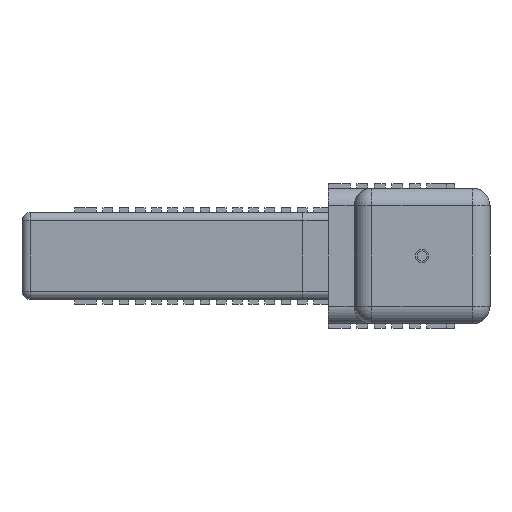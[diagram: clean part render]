
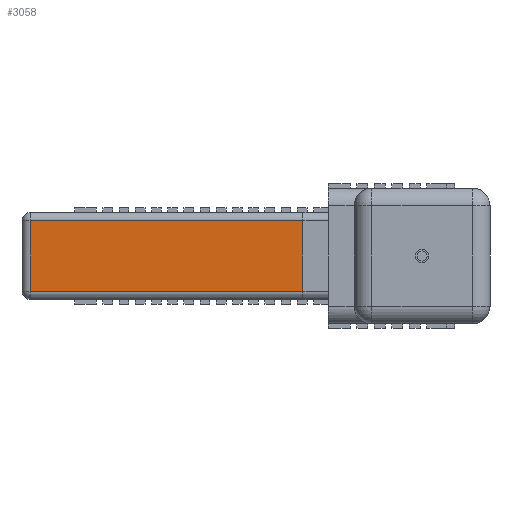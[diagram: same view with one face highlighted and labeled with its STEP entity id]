
A CAD part, left-side view. The second image highlights one B-rep face of the part: STEP entity #3058.
In plain terms, the highlighted planar face has unit normal (-0.999, 0.044, 0).
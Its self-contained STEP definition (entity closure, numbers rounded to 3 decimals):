
#256 = CARTESIAN_POINT ( 'NONE',  ( -20.792, 52.494, -4. ) ) ;
#289 = VECTOR ( 'NONE', #1168, 1000. ) ;
#772 = VERTEX_POINT ( 'NONE', #8787 ) ;
#1014 = EDGE_CURVE ( 'NONE', #10436, #8554, #10007, .T. ) ;
#1168 = DIRECTION ( 'NONE',  ( 0., 0., -1. ) ) ;
#1323 = DIRECTION ( 'NONE',  ( 0.044, 0.999, 0. ) ) ;
#1852 = FACE_OUTER_BOUND ( 'NONE', #5099, .T. ) ;
#2644 = VERTEX_POINT ( 'NONE', #256 ) ;
#2854 = CARTESIAN_POINT ( 'NONE',  ( -20.75, 53.45, 4. ) ) ;
#3058 = ADVANCED_FACE ( 'NONE', ( #1852 ), #7605, .F. ) ;
#3061 = CARTESIAN_POINT ( 'NONE',  ( -22.149, 21.407, 4. ) ) ;
#3221 = EDGE_CURVE ( 'NONE', #8554, #772, #8522, .T. ) ;
#3329 = CARTESIAN_POINT ( 'NONE',  ( -22.149, 21.407, 5. ) ) ;
#3777 = ORIENTED_EDGE ( 'NONE', *, *, #5475, .T. ) ;
#3779 = CARTESIAN_POINT ( 'NONE',  ( -20.792, 52.494, -5. ) ) ;
#3965 = EDGE_CURVE ( 'NONE', #2644, #10436, #9211, .T. ) ;
#4985 = CARTESIAN_POINT ( 'NONE',  ( -22.149, 21.407, -4. ) ) ;
#5099 = EDGE_LOOP ( 'NONE', ( #6398, #7215, #3777, #6241 ) ) ;
#5475 = EDGE_CURVE ( 'NONE', #772, #2644, #7380, .T. ) ;
#5800 = DIRECTION ( 'NONE',  ( 0., 0., 1. ) ) ;
#5900 = DIRECTION ( 'NONE',  ( -0.044, -0.999, 0. ) ) ;
#6083 = CARTESIAN_POINT ( 'NONE',  ( -23.04, 1.006, 5. ) ) ;
#6209 = VECTOR ( 'NONE', #1323, 1000. ) ;
#6241 = ORIENTED_EDGE ( 'NONE', *, *, #3965, .T. ) ;
#6398 = ORIENTED_EDGE ( 'NONE', *, *, #1014, .T. ) ;
#6606 = CARTESIAN_POINT ( 'NONE',  ( -23.04, 1.006, -4. ) ) ;
#6801 = DIRECTION ( 'NONE',  ( 0.044, 0.999, 0. ) ) ;
#6939 = DIRECTION ( 'NONE',  ( 0.999, -0.044, 0. ) ) ;
#7215 = ORIENTED_EDGE ( 'NONE', *, *, #3221, .T. ) ;
#7380 = LINE ( 'NONE', #3779, #289 ) ;
#7605 = PLANE ( 'NONE',  #7688 ) ;
#7688 = AXIS2_PLACEMENT_3D ( 'NONE', #6083, #6939, #6801 ) ;
#7819 = VECTOR ( 'NONE', #5800, 1000. ) ;
#8522 = LINE ( 'NONE', #2854, #6209 ) ;
#8554 = VERTEX_POINT ( 'NONE', #3061 ) ;
#8557 = VECTOR ( 'NONE', #5900, 1000. ) ;
#8787 = CARTESIAN_POINT ( 'NONE',  ( -20.792, 52.494, 4. ) ) ;
#9211 = LINE ( 'NONE', #6606, #8557 ) ;
#10007 = LINE ( 'NONE', #3329, #7819 ) ;
#10436 = VERTEX_POINT ( 'NONE', #4985 ) ;
